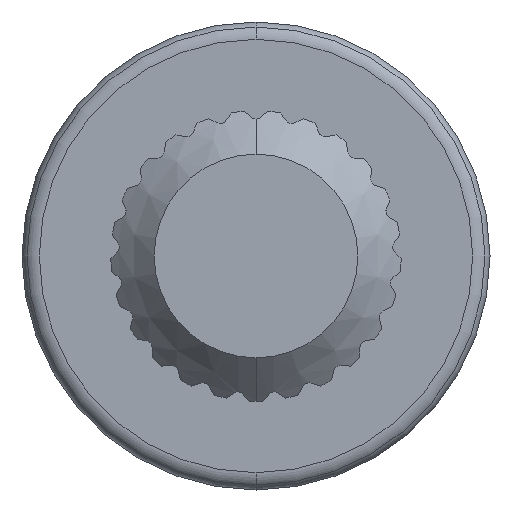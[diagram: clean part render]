
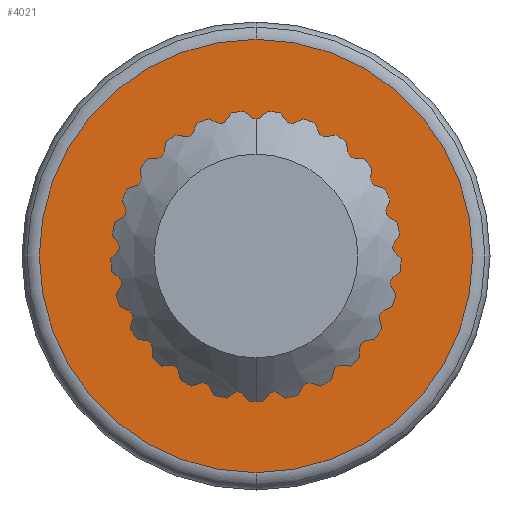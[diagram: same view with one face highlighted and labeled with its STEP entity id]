
A CAD part, front view. The second image highlights one B-rep face of the part: STEP entity #4021.
In plain terms, the highlighted planar face has unit normal (0, -1, 0).
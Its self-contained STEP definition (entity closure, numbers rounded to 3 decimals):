
#1599=CARTESIAN_POINT('',(0.,-11.25,0.));
#1600=DIRECTION('',(0.,-1.,0.));
#1601=DIRECTION('',(0.,0.,-1.));
#1602=AXIS2_PLACEMENT_3D('',#1599,#1600,#1601);
#1604=CARTESIAN_POINT('',(0.,-11.25,0.));
#1605=DIRECTION('',(0.,-1.,0.));
#1606=DIRECTION('',(0.,0.,1.));
#1607=AXIS2_PLACEMENT_3D('',#1604,#1605,#1606);
#1609=CARTESIAN_POINT('',(0.,-11.25,0.));
#1610=DIRECTION('',(0.,1.,0.));
#1611=DIRECTION('',(0.,0.,-1.));
#1612=AXIS2_PLACEMENT_3D('',#1609,#1610,#1611);
#1614=CARTESIAN_POINT('',(0.,-11.25,0.));
#1615=DIRECTION('',(0.,1.,0.));
#1616=DIRECTION('',(0.,0.,1.));
#1617=AXIS2_PLACEMENT_3D('',#1614,#1615,#1616);
#2177=CARTESIAN_POINT('',(0.,-11.25,-1.45));
#2179=VERTEX_POINT('',#2177);
#2181=CARTESIAN_POINT('',(0.,-11.25,1.45));
#2183=VERTEX_POINT('',#2181);
#2197=CARTESIAN_POINT('',(0.,-11.25,2.5));
#2198=VERTEX_POINT('',#2197);
#2199=CARTESIAN_POINT('',(0.,-11.25,-2.5));
#2200=VERTEX_POINT('',#2199);
#4005=CARTESIAN_POINT('',(0.,-11.25,1.45));
#4006=DIRECTION('',(0.,-1.,0.));
#4007=DIRECTION('',(0.,0.,-1.));
#4008=AXIS2_PLACEMENT_3D('',#4005,#4006,#4007);
#4009=PLANE('',#4008);
#4011=ORIENTED_EDGE('',*,*,#4010,.F.);
#4013=ORIENTED_EDGE('',*,*,#4012,.F.);
#4014=EDGE_LOOP('',(#4011,#4013));
#4015=FACE_OUTER_BOUND('',#4014,.F.);
#4017=ORIENTED_EDGE('',*,*,#4016,.F.);
#4018=ORIENTED_EDGE('',*,*,#3995,.F.);
#4019=EDGE_LOOP('',(#4017,#4018));
#4020=FACE_BOUND('',#4019,.F.);
#4021=ADVANCED_FACE('',(#4015,#4020),#4009,.T.);
#1603=CIRCLE('',#1602,2.5);
#1608=CIRCLE('',#1607,2.5);
#1613=CIRCLE('',#1612,1.45);
#1618=CIRCLE('',#1617,1.45);
#3995=EDGE_CURVE('',#2183,#2179,#1618,.T.);
#4010=EDGE_CURVE('',#2200,#2198,#1603,.T.);
#4012=EDGE_CURVE('',#2198,#2200,#1608,.T.);
#4016=EDGE_CURVE('',#2179,#2183,#1613,.T.);
